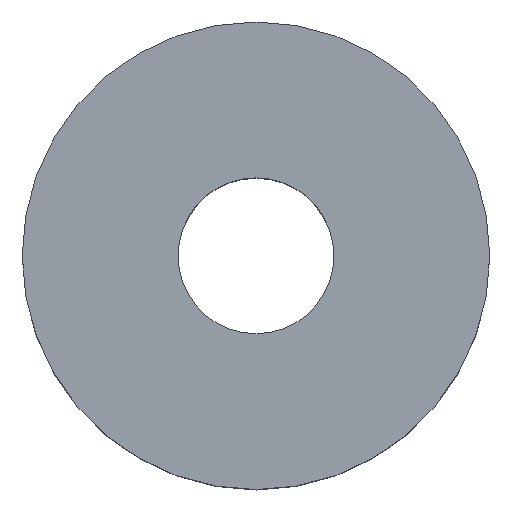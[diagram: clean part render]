
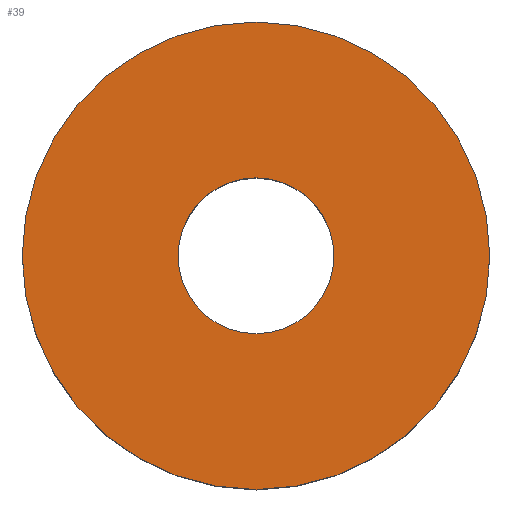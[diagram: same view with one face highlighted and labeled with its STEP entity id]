
A CAD part, top view. The second image highlights one B-rep face of the part: STEP entity #39.
In plain terms, the highlighted planar face has unit normal (0, 0, 1).
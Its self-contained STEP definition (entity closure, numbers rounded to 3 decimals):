
#4 = CARTESIAN_POINT ( 'NONE',  ( 0., 0., 15. ) ) ;
#12 = CARTESIAN_POINT ( 'NONE',  ( -15., 0., 15. ) ) ;
#24 = DIRECTION ( 'NONE',  ( 0., 0., -1. ) ) ;
#25 = CARTESIAN_POINT ( 'NONE',  ( 0., 0., 15. ) ) ;
#26 = ORIENTED_EDGE ( 'NONE', *, *, #200, .T. ) ;
#32 = DIRECTION ( 'NONE',  ( 0., 0., -1. ) ) ;
#37 = CIRCLE ( 'NONE', #152, 15. ) ;
#38 = EDGE_CURVE ( 'NONE', #48, #138, #37, .T. ) ;
#39 = ADVANCED_FACE ( 'NONE', ( #55, #154 ), #155, .F. ) ;
#40 = EDGE_LOOP ( 'NONE', ( #26, #142 ) ) ;
#42 = DIRECTION ( 'NONE',  ( 1., 0., 0. ) ) ;
#44 = CARTESIAN_POINT ( 'NONE',  ( 15., 0., 15. ) ) ;
#48 = VERTEX_POINT ( 'NONE', #12 ) ;
#55 = FACE_BOUND ( 'NONE', #40, .T. ) ;
#73 = AXIS2_PLACEMENT_3D ( 'NONE', #224, #112, #204 ) ;
#78 = CIRCLE ( 'NONE', #190, 5. ) ;
#87 = DIRECTION ( 'NONE',  ( 0., 0., -1. ) ) ;
#101 = VERTEX_POINT ( 'NONE', #115 ) ;
#111 = DIRECTION ( 'NONE',  ( 1., 0., 0. ) ) ;
#112 = DIRECTION ( 'NONE',  ( 0., 0., -1. ) ) ;
#115 = CARTESIAN_POINT ( 'NONE',  ( 5., 0., 15. ) ) ;
#123 = VERTEX_POINT ( 'NONE', #203 ) ;
#125 = EDGE_CURVE ( 'NONE', #101, #123, #158, .T. ) ;
#132 = CARTESIAN_POINT ( 'NONE',  ( 0., 0., 15. ) ) ;
#138 = VERTEX_POINT ( 'NONE', #44 ) ;
#141 = CIRCLE ( 'NONE', #193, 15. ) ;
#142 = ORIENTED_EDGE ( 'NONE', *, *, #125, .T. ) ;
#152 = AXIS2_PLACEMENT_3D ( 'NONE', #25, #24, #42 ) ;
#154 = FACE_OUTER_BOUND ( 'NONE', #174, .T. ) ;
#155 = PLANE ( 'NONE',  #223 ) ;
#158 = CIRCLE ( 'NONE', #73, 5. ) ;
#164 = EDGE_CURVE ( 'NONE', #138, #48, #141, .T. ) ;
#169 = DIRECTION ( 'NONE',  ( 0., 0., -1. ) ) ;
#172 = CARTESIAN_POINT ( 'NONE',  ( 0., 0., 15. ) ) ;
#174 = EDGE_LOOP ( 'NONE', ( #187, #221 ) ) ;
#187 = ORIENTED_EDGE ( 'NONE', *, *, #38, .F. ) ;
#190 = AXIS2_PLACEMENT_3D ( 'NONE', #172, #87, #111 ) ;
#192 = DIRECTION ( 'NONE',  ( -1., 0., 0. ) ) ;
#193 = AXIS2_PLACEMENT_3D ( 'NONE', #132, #32, #222 ) ;
#200 = EDGE_CURVE ( 'NONE', #123, #101, #78, .T. ) ;
#203 = CARTESIAN_POINT ( 'NONE',  ( -5., 0., 15. ) ) ;
#204 = DIRECTION ( 'NONE',  ( 1., 0., 0. ) ) ;
#221 = ORIENTED_EDGE ( 'NONE', *, *, #164, .F. ) ;
#222 = DIRECTION ( 'NONE',  ( 1., 0., 0. ) ) ;
#223 = AXIS2_PLACEMENT_3D ( 'NONE', #4, #169, #192 ) ;
#224 = CARTESIAN_POINT ( 'NONE',  ( 0., 0., 15. ) ) ;
